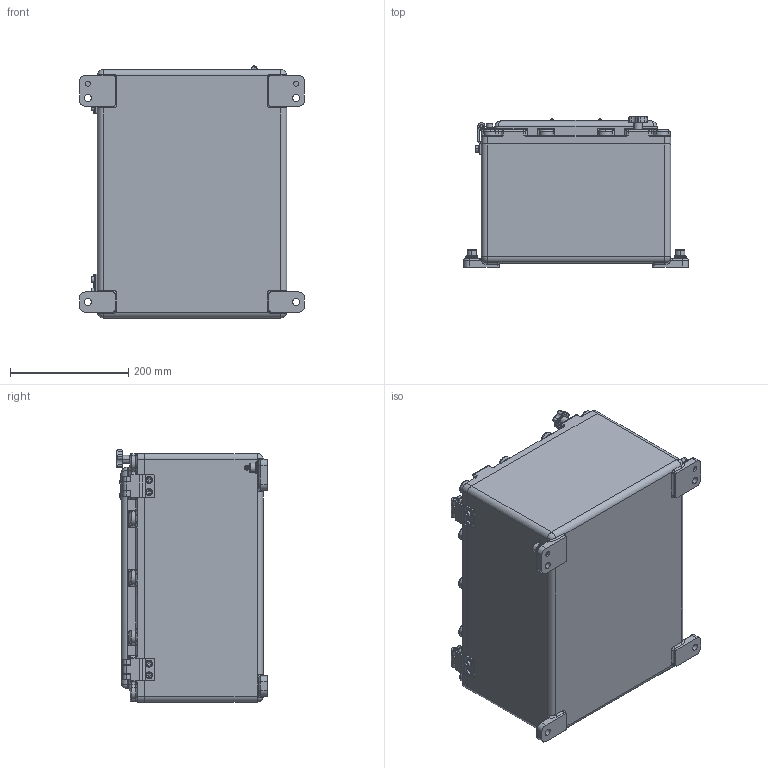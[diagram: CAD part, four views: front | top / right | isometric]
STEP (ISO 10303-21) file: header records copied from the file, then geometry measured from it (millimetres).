
FILE_DESCRIPTION (( 'STEP AP203' ), '1' );
FILE_NAME ('40104030.step', '2019-04-15T13:59:26', ( '' ), ( '' ), 'SwSTEP 2.0', 'SolidWorks 2018', '' );
FILE_SCHEMA (( 'CONFIG_CONTROL_DESIGN' ));
Length unit declared in the file: millimetre
Products named in the file (25): 83126; 41149; 70802_Hinge mcn; 92783; 40104030; 93431_EN ISO 4762 M10 x 16 - 16N; 56931; 83159_nur f〉 darstellung; 92780; 92081; 93426; 70439; 93417_M8x30; 98063; 40304030; 70852_Tag plate & name plate mcn; 82014_40104030; 93414; 92785; 40000036126_6-2g; 93412; 93711; 83134; 70440; 83156
Assembly tree (84 placements, depth 3):
  40104030
    70802_Hinge mcn
    82014_40104030
    40304030
    98063  x10
    93711  x2
    93426  x8
    83156  x4
    83159_nur f〉 darstellung  x2
    93431_EN ISO 4762 M10 x 16 - 16N  x2
    92081  x4
    70852_Tag plate & name plate mcn
    92783
    93414  x2
    92780
    93412  x2
    83126  x14
    93417_M8x30  x14
    41149
    56931  x2
      70439
      70440
      83134
      93426
      98063
  92785
  40000036126_6-2g
Bounding box: 380 x 254.42 x 426 mm (x, y, z)
Volume: 8682276 mm3; surface area: 1523904 mm2
Topology: 93 solids, 93 shells, 3310 faces, 7536 edges, 4359 vertices
Faces by surface type: cylinder 1185, plane 1058, bspline 373, torus 366, cone 277, sphere 51
Entity records: 87734 total; most frequent: CARTESIAN_POINT 35596, DIRECTION 10169, ORIENTED_EDGE 9988, EDGE_CURVE 4994, AXIS2_PLACEMENT_3D 4069, VERTEX_POINT 2964, EDGE_LOOP 2314, CIRCLE 2182
